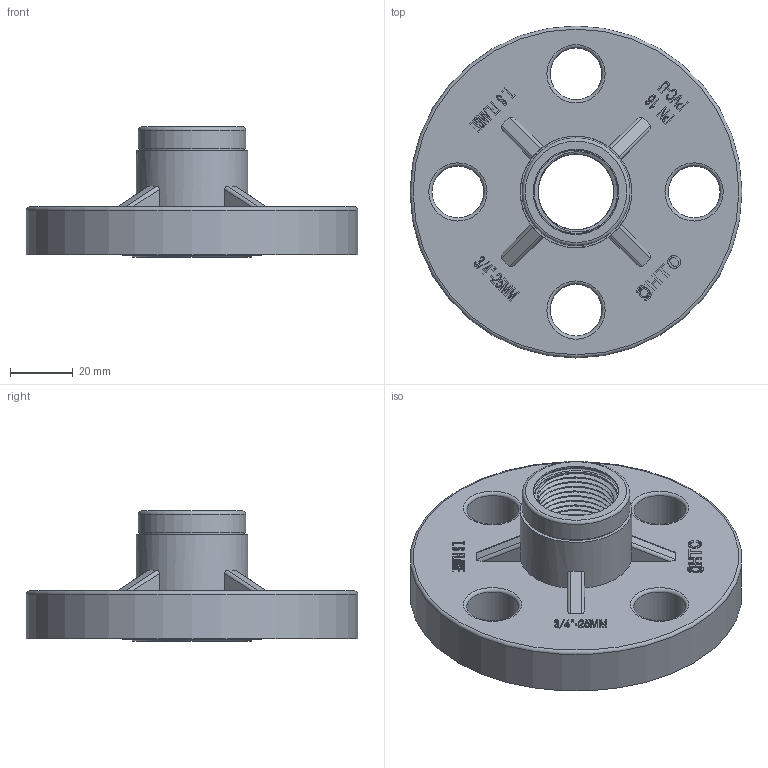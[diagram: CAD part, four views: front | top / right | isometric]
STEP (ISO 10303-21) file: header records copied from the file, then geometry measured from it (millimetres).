
FILE_DESCRIPTION(/* description */ (''),/* implementation_level */ '2;1');
FILE_NAME(/* name */ '25内螺固定法兰+铁圈.stp',/* time_stamp */ '2025-03-13T08:21:13+08:00',/* author */ (''),/* organization */ (''),/* preprocessor_version */ 'ST-DEVELOPER v16',/* originating_system */ 'SIEMENS PLM Software NX 10.0',/* authorisation */ '');
FILE_SCHEMA (('AUTOMOTIVE_DESIGN { 1 0 10303 214 3 1 1 1 }'));
Length unit declared in the file: millimetre
Products named in the file (1): gelv1160A6EC1cet
Bounding box: 105.4 x 105.4 x 41.3 mm (x, y, z)
Volume: 93330.4 mm3; surface area: 38507.7 mm2
Topology: 2 solids, 2 shells, 586 faces, 1545 edges, 1012 vertices
Faces by surface type: plane 302, extrusion 122, cylinder 93, torus 53, bspline 10, cone 6
Full cylindrical faces by diameter (mm): 2.486 x1, 3.315 x1, 16.5 x4, 24 x1, 26.441 x9, 27.1 x1, 29 x1, 33.2 x2, 34.2 x1, 35.4 x1, 105.4 x1
Entity records: 21342 total; most frequent: CARTESIAN_POINT 7989, ORIENTED_EDGE 2944, DIRECTION 2278, EDGE_CURVE 1472, VERTEX_POINT 978, VECTOR 838, AXIS2_PLACEMENT_3D 720, LINE 716
